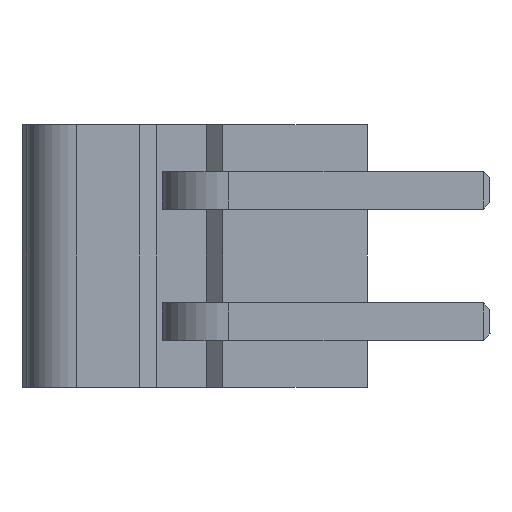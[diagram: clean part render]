
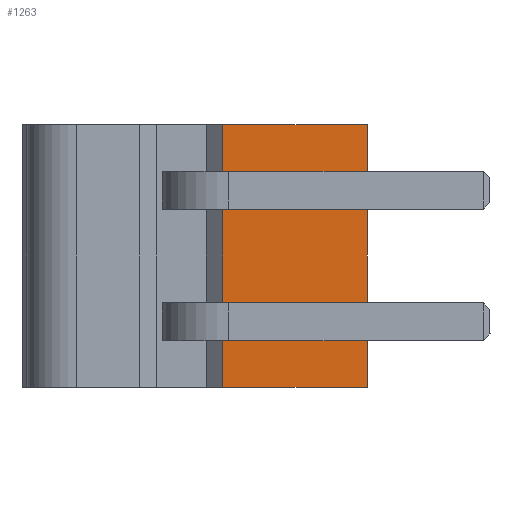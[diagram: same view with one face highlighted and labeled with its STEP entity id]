
A CAD part, front view. The second image highlights one B-rep face of the part: STEP entity #1263.
In plain terms, the highlighted planar face has unit normal (0, -1, 0).
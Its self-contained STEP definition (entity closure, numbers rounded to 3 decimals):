
#94 = DIRECTION ( 'NONE',  ( 0., 0., -1. ) ) ;
#194 = VECTOR ( 'NONE', #1892, 1000. ) ;
#226 = FACE_OUTER_BOUND ( 'NONE', #1890, .T. ) ;
#305 = CARTESIAN_POINT ( 'NONE',  ( -8.25, 0., -7.92 ) ) ;
#368 = VERTEX_POINT ( 'NONE', #2384 ) ;
#448 = CARTESIAN_POINT ( 'NONE',  ( 0., 0., -7.92 ) ) ;
#548 = VERTEX_POINT ( 'NONE', #1476 ) ;
#650 = CARTESIAN_POINT ( 'NONE',  ( 0., 0., -7.92 ) ) ;
#745 = ORIENTED_EDGE ( 'NONE', *, *, #1247, .F. ) ;
#797 = PLANE ( 'NONE',  #1281 ) ;
#837 = CARTESIAN_POINT ( 'NONE',  ( 0., 0., 0. ) ) ;
#923 = VECTOR ( 'NONE', #1040, 1000. ) ;
#949 = LINE ( 'NONE', #2284, #194 ) ;
#959 = VECTOR ( 'NONE', #94, 1000. ) ;
#1005 = EDGE_CURVE ( 'NONE', #548, #368, #1772, .T. ) ;
#1007 = CARTESIAN_POINT ( 'NONE',  ( 0., 0., -7.92 ) ) ;
#1021 = DIRECTION ( 'NONE',  ( 0., 0., -1. ) ) ;
#1040 = DIRECTION ( 'NONE',  ( 1., 0., 0. ) ) ;
#1056 = VERTEX_POINT ( 'NONE', #837 ) ;
#1082 = VECTOR ( 'NONE', #2298, 1000. ) ;
#1180 = ORIENTED_EDGE ( 'NONE', *, *, #1005, .T. ) ;
#1247 = EDGE_CURVE ( 'NONE', #548, #1056, #949, .T. ) ;
#1263 = ADVANCED_FACE ( 'NONE', ( #226 ), #797, .T. ) ;
#1281 = AXIS2_PLACEMENT_3D ( 'NONE', #448, #2318, #1021 ) ;
#1371 = CARTESIAN_POINT ( 'NONE',  ( -4.35, 0., -7.92 ) ) ;
#1459 = ORIENTED_EDGE ( 'NONE', *, *, #2395, .T. ) ;
#1476 = CARTESIAN_POINT ( 'NONE',  ( -4.35, 0., 0. ) ) ;
#1572 = LINE ( 'NONE', #650, #1082 ) ;
#1602 = EDGE_CURVE ( 'NONE', #1056, #1937, #1572, .T. ) ;
#1772 = LINE ( 'NONE', #1371, #959 ) ;
#1890 = EDGE_LOOP ( 'NONE', ( #745, #1180, #1459, #2315 ) ) ;
#1892 = DIRECTION ( 'NONE',  ( 1., 0., 0. ) ) ;
#1937 = VERTEX_POINT ( 'NONE', #1007 ) ;
#1979 = LINE ( 'NONE', #305, #923 ) ;
#2284 = CARTESIAN_POINT ( 'NONE',  ( -8.25, 0., 0. ) ) ;
#2298 = DIRECTION ( 'NONE',  ( 0., 0., -1. ) ) ;
#2315 = ORIENTED_EDGE ( 'NONE', *, *, #1602, .F. ) ;
#2318 = DIRECTION ( 'NONE',  ( 0., -1., 0. ) ) ;
#2384 = CARTESIAN_POINT ( 'NONE',  ( -4.35, 0., -7.92 ) ) ;
#2395 = EDGE_CURVE ( 'NONE', #368, #1937, #1979, .T. ) ;
